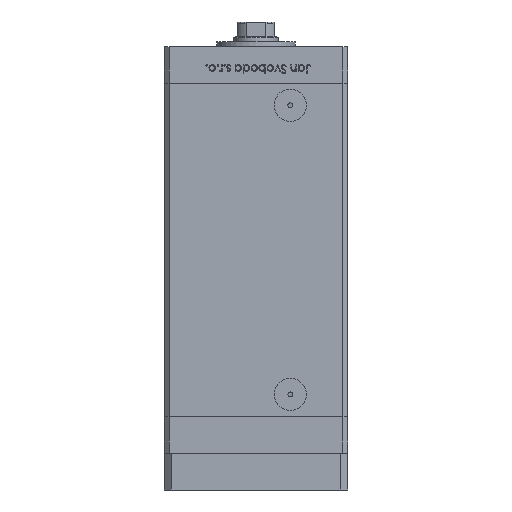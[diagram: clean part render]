
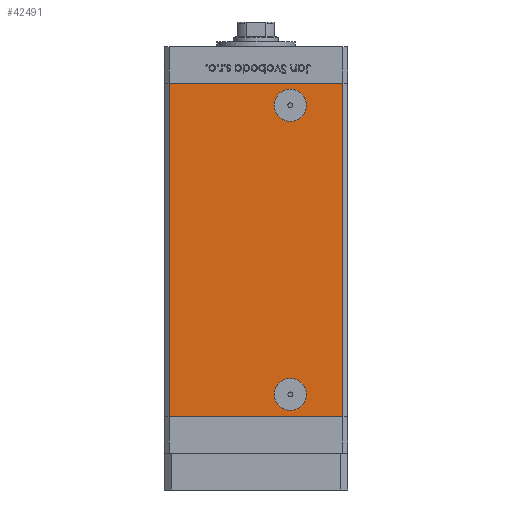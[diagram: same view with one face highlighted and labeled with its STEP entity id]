
A CAD part, front view. The second image highlights one B-rep face of the part: STEP entity #42491.
In plain terms, the highlighted planar face has unit normal (0, -1, 0).
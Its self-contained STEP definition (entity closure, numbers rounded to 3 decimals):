
#31 = VERTEX_POINT ( 'NONE', #45385 ) ;
#93 = ORIENTED_EDGE ( 'NONE', *, *, #28417, .T. ) ;
#2140 = VERTEX_POINT ( 'NONE', #14606 ) ;
#3167 = CARTESIAN_POINT ( 'NONE',  ( 35.5, -32.5, 0. ) ) ;
#4099 = VECTOR ( 'NONE', #17222, 1000. ) ;
#4157 = CARTESIAN_POINT ( 'NONE',  ( -35.5, -32.5, 136. ) ) ;
#5147 = DIRECTION ( 'NONE',  ( 0., 0., -1. ) ) ;
#5544 = CARTESIAN_POINT ( 'NONE',  ( -35.5, -32.5, 136. ) ) ;
#7218 = CARTESIAN_POINT ( 'NONE',  ( 35.5, -32.5, 136. ) ) ;
#7896 = DIRECTION ( 'NONE',  ( 0., 1., 0. ) ) ;
#8773 = VECTOR ( 'NONE', #26873, 1000. ) ;
#10122 = AXIS2_PLACEMENT_3D ( 'NONE', #17359, #42331, #5147 ) ;
#11491 = ORIENTED_EDGE ( 'NONE', *, *, #43870, .T. ) ;
#13956 = DIRECTION ( 'NONE',  ( 1., 0., 0. ) ) ;
#14535 = AXIS2_PLACEMENT_3D ( 'NONE', #37040, #40581, #41386 ) ;
#14606 = CARTESIAN_POINT ( 'NONE',  ( -35.5, -32.5, 0. ) ) ;
#15553 = VERTEX_POINT ( 'NONE', #4157 ) ;
#15829 = CIRCLE ( 'NONE', #29677, 6.58 ) ;
#16591 = EDGE_CURVE ( 'NONE', #32229, #31035, #26418, .T. ) ;
#16700 = ORIENTED_EDGE ( 'NONE', *, *, #43509, .F. ) ;
#17145 = VERTEX_POINT ( 'NONE', #52848 ) ;
#17222 = DIRECTION ( 'NONE',  ( 0., 0., -1. ) ) ;
#17359 = CARTESIAN_POINT ( 'NONE',  ( 14., -32.5, 9. ) ) ;
#18834 = DIRECTION ( 'NONE',  ( 0., 0., -1. ) ) ;
#20641 = DIRECTION ( 'NONE',  ( 0., 0., -1. ) ) ;
#21022 = VERTEX_POINT ( 'NONE', #52547 ) ;
#21233 = EDGE_LOOP ( 'NONE', ( #33889, #93 ) ) ;
#21978 = AXIS2_PLACEMENT_3D ( 'NONE', #28170, #44750, #24092 ) ;
#24053 = EDGE_CURVE ( 'NONE', #2140, #31035, #41076, .T. ) ;
#24092 = DIRECTION ( 'NONE',  ( 0., 0., -1. ) ) ;
#24112 = ORIENTED_EDGE ( 'NONE', *, *, #16591, .F. ) ;
#25892 = LINE ( 'NONE', #30522, #4099 ) ;
#26418 = LINE ( 'NONE', #38392, #40946 ) ;
#26640 = VERTEX_POINT ( 'NONE', #46444 ) ;
#26873 = DIRECTION ( 'NONE',  ( 1., 0., 0. ) ) ;
#28170 = CARTESIAN_POINT ( 'NONE',  ( 14., -32.5, 9. ) ) ;
#28417 = EDGE_CURVE ( 'NONE', #26640, #21022, #15829, .T. ) ;
#28643 = EDGE_LOOP ( 'NONE', ( #50408, #24112, #30665, #11491 ) ) ;
#28857 = EDGE_CURVE ( 'NONE', #15553, #32229, #42728, .T. ) ;
#29296 = CARTESIAN_POINT ( 'NONE',  ( 14., -32.5, 127. ) ) ;
#29677 = AXIS2_PLACEMENT_3D ( 'NONE', #29296, #45620, #20641 ) ;
#30522 = CARTESIAN_POINT ( 'NONE',  ( -35.5, -32.5, 136. ) ) ;
#30665 = ORIENTED_EDGE ( 'NONE', *, *, #28857, .F. ) ;
#31035 = VERTEX_POINT ( 'NONE', #3167 ) ;
#31780 = AXIS2_PLACEMENT_3D ( 'NONE', #37208, #7896, #49710 ) ;
#31916 = EDGE_CURVE ( 'NONE', #31, #17145, #45418, .T. ) ;
#32229 = VERTEX_POINT ( 'NONE', #7218 ) ;
#33165 = CARTESIAN_POINT ( 'NONE',  ( -35.5, -32.5, 0. ) ) ;
#33632 = FACE_BOUND ( 'NONE', #21233, .T. ) ;
#33889 = ORIENTED_EDGE ( 'NONE', *, *, #46611, .T. ) ;
#34049 = VECTOR ( 'NONE', #13956, 1000. ) ;
#37040 = CARTESIAN_POINT ( 'NONE',  ( 14., -32.5, 127. ) ) ;
#37208 = CARTESIAN_POINT ( 'NONE',  ( -35.5, -32.5, 136. ) ) ;
#37240 = ORIENTED_EDGE ( 'NONE', *, *, #31916, .F. ) ;
#38392 = CARTESIAN_POINT ( 'NONE',  ( 35.5, -32.5, 136. ) ) ;
#40581 = DIRECTION ( 'NONE',  ( 0., 1., 0. ) ) ;
#40946 = VECTOR ( 'NONE', #18834, 1000. ) ;
#41023 = FACE_BOUND ( 'NONE', #52499, .T. ) ;
#41076 = LINE ( 'NONE', #33165, #8773 ) ;
#41386 = DIRECTION ( 'NONE',  ( 0., 0., -1. ) ) ;
#42331 = DIRECTION ( 'NONE',  ( 0., -1., 0. ) ) ;
#42491 = ADVANCED_FACE ( 'NONE', ( #41023, #49175, #33632 ), #49972, .F. ) ;
#42728 = LINE ( 'NONE', #5544, #34049 ) ;
#43509 = EDGE_CURVE ( 'NONE', #17145, #31, #50893, .T. ) ;
#43870 = EDGE_CURVE ( 'NONE', #15553, #2140, #25892, .T. ) ;
#44750 = DIRECTION ( 'NONE',  ( 0., -1., 0. ) ) ;
#45385 = CARTESIAN_POINT ( 'NONE',  ( 14., -32.5, 2.42 ) ) ;
#45418 = CIRCLE ( 'NONE', #21978, 6.58 ) ;
#45620 = DIRECTION ( 'NONE',  ( 0., 1., 0. ) ) ;
#46444 = CARTESIAN_POINT ( 'NONE',  ( 14., -32.5, 133.58 ) ) ;
#46611 = EDGE_CURVE ( 'NONE', #21022, #26640, #51832, .T. ) ;
#49175 = FACE_OUTER_BOUND ( 'NONE', #28643, .T. ) ;
#49710 = DIRECTION ( 'NONE',  ( 0., 0., 1. ) ) ;
#49972 = PLANE ( 'NONE',  #31780 ) ;
#50408 = ORIENTED_EDGE ( 'NONE', *, *, #24053, .T. ) ;
#50893 = CIRCLE ( 'NONE', #10122, 6.58 ) ;
#51832 = CIRCLE ( 'NONE', #14535, 6.58 ) ;
#52499 = EDGE_LOOP ( 'NONE', ( #37240, #16700 ) ) ;
#52547 = CARTESIAN_POINT ( 'NONE',  ( 14., -32.5, 120.42 ) ) ;
#52848 = CARTESIAN_POINT ( 'NONE',  ( 14., -32.5, 15.58 ) ) ;
